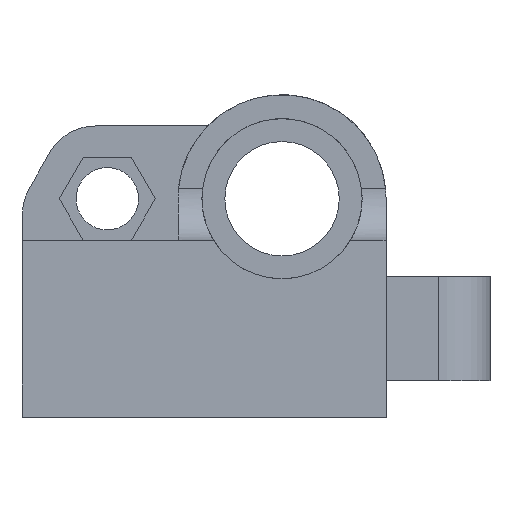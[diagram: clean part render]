
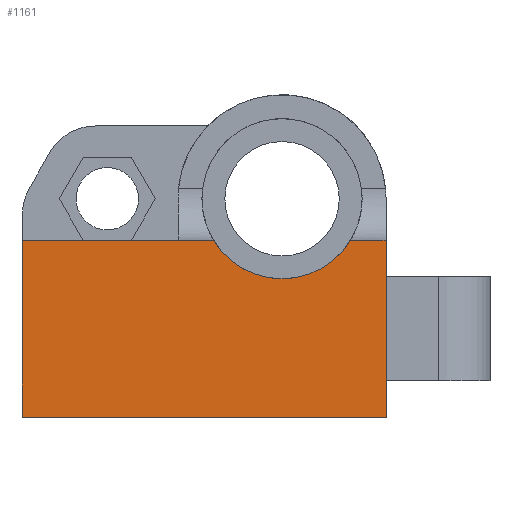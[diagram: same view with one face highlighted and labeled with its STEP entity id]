
A CAD part, front view. The second image highlights one B-rep face of the part: STEP entity #1161.
In plain terms, the highlighted planar face has unit normal (0, -1, 0).
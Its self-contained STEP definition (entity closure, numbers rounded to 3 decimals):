
#2 = CARTESIAN_POINT ( 'NONE',  ( 35., 0., 24. ) ) ;
#160 = EDGE_CURVE ( 'NONE', #885, #1911, #413, .T. ) ;
#178 = DIRECTION ( 'NONE',  ( 0., 1., 0. ) ) ;
#217 = VERTEX_POINT ( 'NONE', #919 ) ;
#220 = VECTOR ( 'NONE', #498, 1000. ) ;
#260 = EDGE_CURVE ( 'NONE', #217, #1527, #883, .T. ) ;
#297 = EDGE_CURVE ( 'NONE', #1576, #1911, #1867, .T. ) ;
#318 = DIRECTION ( 'NONE',  ( -1., 0., 0. ) ) ;
#360 = VERTEX_POINT ( 'NONE', #1592 ) ;
#368 = LINE ( 'NONE', #1318, #692 ) ;
#413 = LINE ( 'NONE', #1518, #607 ) ;
#443 = ORIENTED_EDGE ( 'NONE', *, *, #1763, .T. ) ;
#487 = CARTESIAN_POINT ( 'NONE',  ( 0., 0., 17. ) ) ;
#493 = PLANE ( 'NONE',  #949 ) ;
#498 = DIRECTION ( 'NONE',  ( 0., 0., -1. ) ) ;
#607 = VECTOR ( 'NONE', #1860, 1000. ) ;
#692 = VECTOR ( 'NONE', #1671, 1000. ) ;
#709 = ORIENTED_EDGE ( 'NONE', *, *, #260, .T. ) ;
#843 = CARTESIAN_POINT ( 'NONE',  ( 0., 0., 17. ) ) ;
#847 = DIRECTION ( 'NONE',  ( 0., 1., 0. ) ) ;
#883 = CIRCLE ( 'NONE', #1285, 7.7 ) ;
#885 = VERTEX_POINT ( 'NONE', #1958 ) ;
#912 = CARTESIAN_POINT ( 'NONE',  ( 0., 0., 0. ) ) ;
#919 = CARTESIAN_POINT ( 'NONE',  ( 31.58, 0., 17. ) ) ;
#945 = CARTESIAN_POINT ( 'NONE',  ( 18.42, 0., 17. ) ) ;
#949 = AXIS2_PLACEMENT_3D ( 'NONE', #487, #847, #2045 ) ;
#1044 = DIRECTION ( 'NONE',  ( 0., 0., -1. ) ) ;
#1069 = EDGE_CURVE ( 'NONE', #1527, #1576, #368, .T. ) ;
#1136 = ORIENTED_EDGE ( 'NONE', *, *, #1069, .T. ) ;
#1161 = ADVANCED_FACE ( 'NONE', ( #1929 ), #493, .F. ) ;
#1177 = EDGE_CURVE ( 'NONE', #360, #885, #1817, .T. ) ;
#1206 = CARTESIAN_POINT ( 'NONE',  ( 25., 0., 21. ) ) ;
#1285 = AXIS2_PLACEMENT_3D ( 'NONE', #1206, #178, #1370 ) ;
#1318 = CARTESIAN_POINT ( 'NONE',  ( 0., 0., 17. ) ) ;
#1370 = DIRECTION ( 'NONE',  ( -1., 0., 0. ) ) ;
#1518 = CARTESIAN_POINT ( 'NONE',  ( 0., 0., 0. ) ) ;
#1527 = VERTEX_POINT ( 'NONE', #945 ) ;
#1576 = VERTEX_POINT ( 'NONE', #843 ) ;
#1592 = CARTESIAN_POINT ( 'NONE',  ( 35., 0., 17. ) ) ;
#1671 = DIRECTION ( 'NONE',  ( -1., 0., 0. ) ) ;
#1673 = CARTESIAN_POINT ( 'NONE',  ( 15., 0., 17. ) ) ;
#1763 = EDGE_CURVE ( 'NONE', #360, #217, #2115, .T. ) ;
#1778 = ORIENTED_EDGE ( 'NONE', *, *, #297, .T. ) ;
#1817 = LINE ( 'NONE', #2, #220 ) ;
#1823 = ORIENTED_EDGE ( 'NONE', *, *, #1177, .F. ) ;
#1850 = VECTOR ( 'NONE', #318, 1000. ) ;
#1860 = DIRECTION ( 'NONE',  ( -1., 0., 0. ) ) ;
#1867 = LINE ( 'NONE', #2076, #1999 ) ;
#1911 = VERTEX_POINT ( 'NONE', #912 ) ;
#1929 = FACE_OUTER_BOUND ( 'NONE', #1935, .T. ) ;
#1933 = ORIENTED_EDGE ( 'NONE', *, *, #160, .F. ) ;
#1935 = EDGE_LOOP ( 'NONE', ( #443, #709, #1136, #1778, #1933, #1823 ) ) ;
#1958 = CARTESIAN_POINT ( 'NONE',  ( 35., 0., 0. ) ) ;
#1999 = VECTOR ( 'NONE', #1044, 1000. ) ;
#2045 = DIRECTION ( 'NONE',  ( 1., 0., 0. ) ) ;
#2076 = CARTESIAN_POINT ( 'NONE',  ( 0., 0., 17. ) ) ;
#2115 = LINE ( 'NONE', #1673, #1850 ) ;
